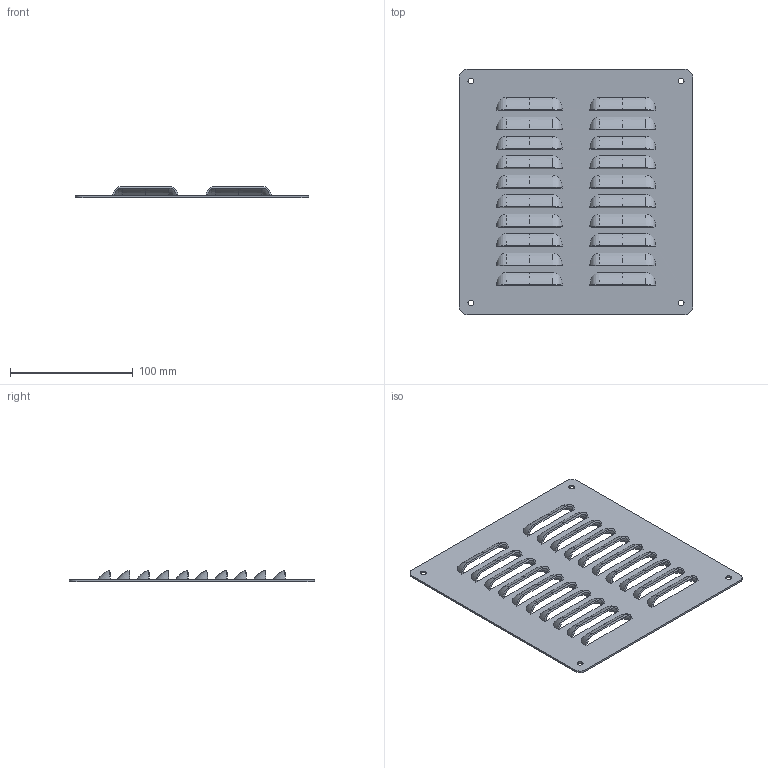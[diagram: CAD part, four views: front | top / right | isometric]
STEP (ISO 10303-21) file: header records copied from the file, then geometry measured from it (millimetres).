
FILE_DESCRIPTION (( 'STEP AP214' ), '1' );
FILE_NAME ('SCE-AVK66.STEP', '2022-09-02T17:52:51', ( '' ), ( '' ), 'SwSTEP 2.0', 'SolidWorks 2021', '' );
FILE_SCHEMA (( 'AUTOMOTIVE_DESIGN' ));
Length unit declared in the file: inch
Products named in the file (1): SCE-AVK66
Bounding box: 190.5 x 200.03 x 9.35 mm (x, y, z)
Volume: 64153.4 mm3; surface area: 88479.9 mm2
Topology: 1 solids, 1 shells, 318 faces, 768 edges, 452 vertices
Faces by surface type: bspline 160, cylinder 92, plane 66
Entity records: 53692 total; most frequent: CARTESIAN_POINT 47479, ORIENTED_EDGE 1536, EDGE_CURVE 768, DIRECTION 750, VERTEX_POINT 452, B_SPLINE_CURVE_WITH_KNOTS 400, EDGE_LOOP 366, FACE_OUTER_BOUND 318
